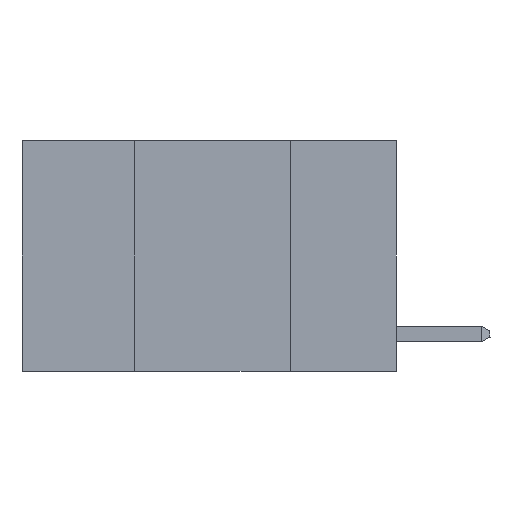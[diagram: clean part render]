
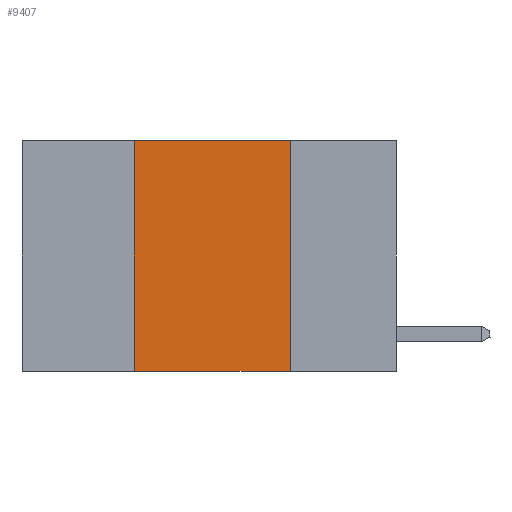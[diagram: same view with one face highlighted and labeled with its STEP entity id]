
A CAD part, left-side view. The second image highlights one B-rep face of the part: STEP entity #9407.
In plain terms, the highlighted planar face has unit normal (-1, 0, 0).
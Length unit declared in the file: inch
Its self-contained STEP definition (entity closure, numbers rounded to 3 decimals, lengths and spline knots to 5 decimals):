
#132 = CARTESIAN_POINT ( 'NONE',  ( 0., 0.17, 0. ) ) ;
#431 = DIRECTION ( 'NONE',  ( 1., 0., 0. ) ) ;
#739 = VERTEX_POINT ( 'NONE', #8779 ) ;
#765 = ORIENTED_EDGE ( 'NONE', *, *, #4789, .F. ) ;
#777 = LINE ( 'NONE', #2262, #2212 ) ;
#969 = CARTESIAN_POINT ( 'NONE',  ( 0., 0.6, 0. ) ) ;
#981 = DIRECTION ( 'NONE',  ( 0., 0., -1. ) ) ;
#1177 = CARTESIAN_POINT ( 'NONE',  ( 0., 0.6, 0. ) ) ;
#1435 = EDGE_LOOP ( 'NONE', ( #765, #9376, #9004, #2164 ) ) ;
#1901 = LINE ( 'NONE', #4123, #2549 ) ;
#1943 = VERTEX_POINT ( 'NONE', #8172 ) ;
#1962 = EDGE_CURVE ( 'NONE', #7876, #739, #1901, .T. ) ;
#2164 = ORIENTED_EDGE ( 'NONE', *, *, #1962, .T. ) ;
#2212 = VECTOR ( 'NONE', #9314, 39.37008 ) ;
#2262 = CARTESIAN_POINT ( 'NONE',  ( 0., 0.42, 0. ) ) ;
#2549 = VECTOR ( 'NONE', #5065, 39.37008 ) ;
#2624 = PLANE ( 'NONE',  #8452 ) ;
#2681 = LINE ( 'NONE', #1177, #3419 ) ;
#2729 = DIRECTION ( 'NONE',  ( 0., -1., 0. ) ) ;
#3419 = VECTOR ( 'NONE', #2729, 39.37008 ) ;
#3565 = EDGE_CURVE ( 'NONE', #9554, #1943, #2681, .T. ) ;
#4123 = CARTESIAN_POINT ( 'NONE',  ( 0., 0.6, -0.37 ) ) ;
#4422 = VECTOR ( 'NONE', #981, 39.37008 ) ;
#4664 = EDGE_CURVE ( 'NONE', #7876, #9554, #777, .T. ) ;
#4789 = EDGE_CURVE ( 'NONE', #1943, #739, #5617, .T. ) ;
#5065 = DIRECTION ( 'NONE',  ( 0., -1., 0. ) ) ;
#5617 = LINE ( 'NONE', #132, #4422 ) ;
#5663 = DIRECTION ( 'NONE',  ( 0., 0., -1. ) ) ;
#5811 = FACE_OUTER_BOUND ( 'NONE', #1435, .T. ) ;
#6758 = CARTESIAN_POINT ( 'NONE',  ( 0., 0.42, 0. ) ) ;
#7876 = VERTEX_POINT ( 'NONE', #9165 ) ;
#8172 = CARTESIAN_POINT ( 'NONE',  ( 0., 0.17, 0. ) ) ;
#8452 = AXIS2_PLACEMENT_3D ( 'NONE', #969, #431, #5663 ) ;
#8779 = CARTESIAN_POINT ( 'NONE',  ( 0., 0.17, -0.37 ) ) ;
#9004 = ORIENTED_EDGE ( 'NONE', *, *, #4664, .F. ) ;
#9165 = CARTESIAN_POINT ( 'NONE',  ( 0., 0.42, -0.37 ) ) ;
#9314 = DIRECTION ( 'NONE',  ( 0., 0., 1. ) ) ;
#9376 = ORIENTED_EDGE ( 'NONE', *, *, #3565, .F. ) ;
#9407 = ADVANCED_FACE ( 'NONE', ( #5811 ), #2624, .F. ) ;
#9554 = VERTEX_POINT ( 'NONE', #6758 ) ;
